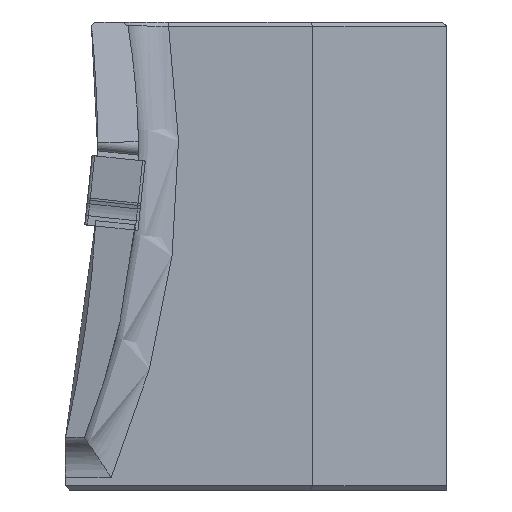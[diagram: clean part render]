
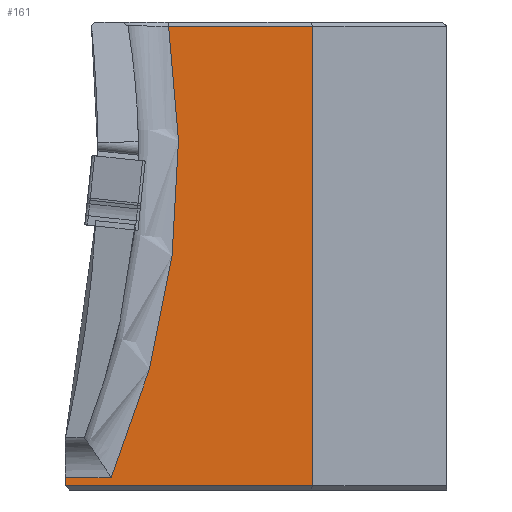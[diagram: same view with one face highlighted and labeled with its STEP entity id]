
A CAD part, left-side view. The second image highlights one B-rep face of the part: STEP entity #161.
In plain terms, the highlighted planar face has unit normal (-1, 0, 0).
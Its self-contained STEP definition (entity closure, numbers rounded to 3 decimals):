
#161=ADVANCED_FACE('',(#281),#211,.F.);
#211=PLANE('',#1466);
#281=FACE_OUTER_BOUND('',#356,.T.);
#356=EDGE_LOOP('',(#704,#705,#706,#707,#708,#709));
#415=CIRCLE('',#1465,61.);
#704=ORIENTED_EDGE('',*,*,#1040,.T.);
#705=ORIENTED_EDGE('',*,*,#1080,.T.);
#706=ORIENTED_EDGE('',*,*,#1081,.T.);
#707=ORIENTED_EDGE('',*,*,#1082,.T.);
#708=ORIENTED_EDGE('',*,*,#1083,.T.);
#709=ORIENTED_EDGE('',*,*,#1084,.T.);
#881=VERTEX_POINT('',#2145);
#882=VERTEX_POINT('',#2147);
#909=VERTEX_POINT('',#2272);
#910=VERTEX_POINT('',#2274);
#911=VERTEX_POINT('',#2276);
#912=VERTEX_POINT('',#2278);
#1040=EDGE_CURVE('',#882,#881,#1186,.T.);
#1080=EDGE_CURVE('',#881,#909,#1211,.T.);
#1081=EDGE_CURVE('',#909,#910,#1212,.T.);
#1082=EDGE_CURVE('',#910,#911,#1213,.T.);
#1083=EDGE_CURVE('',#911,#912,#415,.T.);
#1084=EDGE_CURVE('',#912,#882,#1214,.T.);
#1186=LINE('',#2146,#1312);
#1211=LINE('',#2271,#1337);
#1212=LINE('',#2273,#1338);
#1213=LINE('',#2275,#1339);
#1214=LINE('',#2279,#1340);
#1312=VECTOR('',#1739,1.);
#1337=VECTOR('',#1808,1.);
#1338=VECTOR('',#1809,1.);
#1339=VECTOR('',#1810,1.);
#1340=VECTOR('',#1813,1.);
#1465=AXIS2_PLACEMENT_3D('',#2277,#1811,#1812);
#1466=AXIS2_PLACEMENT_3D('',#2280,#1814,#1815);
#1739=DIRECTION('',(0.,0.,-1.));
#1808=DIRECTION('',(0.,-1.,0.));
#1809=DIRECTION('',(0.,0.,1.));
#1810=DIRECTION('',(0.,1.,0.));
#1811=DIRECTION('',(1.,0.,0.));
#1812=DIRECTION('',(0.,0.,-1.));
#1813=DIRECTION('',(0.,1.,0.));
#1814=DIRECTION('',(1.,0.,0.));
#1815=DIRECTION('',(0.,0.,-1.));
#2145=CARTESIAN_POINT('',(31.,3.5,-24.7));
#2146=CARTESIAN_POINT('',(31.,3.5,-21.072));
#2147=CARTESIAN_POINT('',(31.,3.5,-24.072));
#2271=CARTESIAN_POINT('',(31.,56.041,-24.7));
#2272=CARTESIAN_POINT('',(31.,-15.,-24.7));
#2273=CARTESIAN_POINT('',(31.,-15.,10.));
#2274=CARTESIAN_POINT('',(31.,-15.,9.7));
#2275=CARTESIAN_POINT('',(31.,56.041,9.7));
#2276=CARTESIAN_POINT('',(31.,-4.215,9.7));
#2277=CARTESIAN_POINT('',(31.,56.041,0.2));
#2278=CARTESIAN_POINT('',(31.,0.078,-24.072));
#2279=CARTESIAN_POINT('',(31.,3.5,-24.072));
#2280=CARTESIAN_POINT('',(31.,56.041,0.2));
